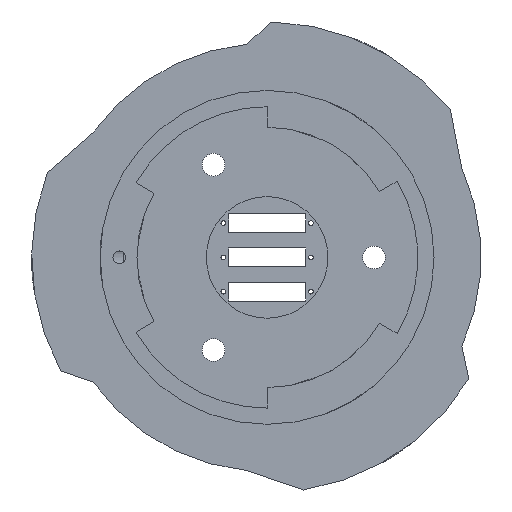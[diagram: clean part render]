
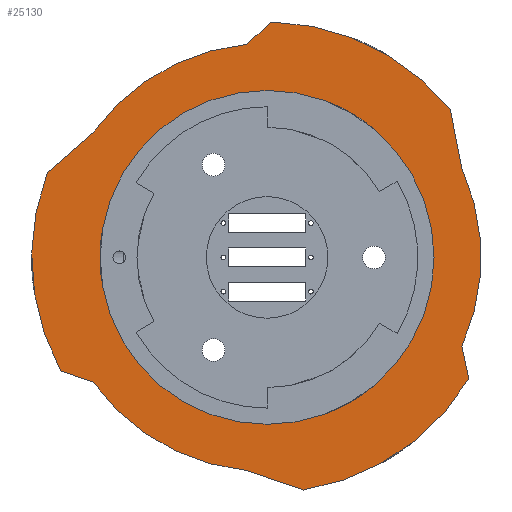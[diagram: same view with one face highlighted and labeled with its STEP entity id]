
A CAD part, front view. The second image highlights one B-rep face of the part: STEP entity #25130.
In plain terms, the highlighted planar face has unit normal (0, -1, 0).
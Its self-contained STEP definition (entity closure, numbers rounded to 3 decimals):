
#58 = CARTESIAN_POINT ( 'NONE',  ( -51.322, -7., 19.776 ) ) ;
#83 = CARTESIAN_POINT ( 'NONE',  ( 39.416, -7., 8.27 ) ) ;
#102 = VECTOR ( 'NONE', #17927, 1000. ) ;
#893 = CARTESIAN_POINT ( 'NONE',  ( 0., -7., 0. ) ) ;
#918 = EDGE_CURVE ( 'NONE', #18900, #10043, #2822, .T. ) ;
#1092 = PLANE ( 'NONE',  #24085 ) ;
#1241 = EDGE_CURVE ( 'NONE', #5750, #13258, #22394, .T. ) ;
#1302 = AXIS2_PLACEMENT_3D ( 'NONE', #3179, #15124, #9459 ) ;
#1544 = AXIS2_PLACEMENT_3D ( 'NONE', #11279, #3580, #25156 ) ;
#1788 = CIRCLE ( 'NONE', #11632, 55. ) ;
#1922 = VERTEX_POINT ( 'NONE', #23724 ) ;
#2014 = CARTESIAN_POINT ( 'NONE',  ( 8.534, -7., -54.334 ) ) ;
#2794 = VECTOR ( 'NONE', #14416, 1000. ) ;
#2822 = LINE ( 'NONE', #8344, #24446 ) ;
#3122 = CARTESIAN_POINT ( 'NONE',  ( 45.501, -7., 20.729 ) ) ;
#3179 = CARTESIAN_POINT ( 'NONE',  ( 0., -7., 0. ) ) ;
#3278 = DIRECTION ( 'NONE',  ( 0., -1., 0. ) ) ;
#3580 = DIRECTION ( 'NONE',  ( 0., -1., 0. ) ) ;
#3929 = EDGE_CURVE ( 'NONE', #23019, #5643, #11522, .T. ) ;
#4060 = VERTEX_POINT ( 'NONE', #2014 ) ;
#4150 = ORIENTED_EDGE ( 'NONE', *, *, #20336, .F. ) ;
#4192 = DIRECTION ( 'NONE',  ( 0., 0., -1. ) ) ;
#4376 = AXIS2_PLACEMENT_3D ( 'NONE', #6755, #10214, #4192 ) ;
#4745 = CARTESIAN_POINT ( 'NONE',  ( 0., -7., 0. ) ) ;
#5643 = VERTEX_POINT ( 'NONE', #22743 ) ;
#5721 = DIRECTION ( 'NONE',  ( 0.754, 0., 0.657 ) ) ;
#5750 = VERTEX_POINT ( 'NONE', #15035 ) ;
#6058 = CIRCLE ( 'NONE', #13846, 50. ) ;
#6240 = CARTESIAN_POINT ( 'NONE',  ( 0., -7., 0. ) ) ;
#6569 = DIRECTION ( 'NONE',  ( 0., 0., -1. ) ) ;
#6577 = CARTESIAN_POINT ( 'NONE',  ( -15.755, -7., -46.018 ) ) ;
#6755 = CARTESIAN_POINT ( 'NONE',  ( 0., -7., 0. ) ) ;
#6796 = DIRECTION ( 'NONE',  ( -0.745, 0., -0.667 ) ) ;
#7210 = EDGE_CURVE ( 'NONE', #7332, #20324, #17414, .T. ) ;
#7332 = VERTEX_POINT ( 'NONE', #58 ) ;
#7706 = CARTESIAN_POINT ( 'NONE',  ( 47.108, -7., -28.388 ) ) ;
#7742 = DIRECTION ( 'NONE',  ( 0.95, 0., -0.312 ) ) ;
#7811 = EDGE_CURVE ( 'NONE', #21123, #18900, #15892, .T. ) ;
#7815 = VECTOR ( 'NONE', #19334, 1000. ) ;
#7964 = CARTESIAN_POINT ( 'NONE',  ( 0., -7., 0. ) ) ;
#8098 = ORIENTED_EDGE ( 'NONE', *, *, #8982, .T. ) ;
#8344 = CARTESIAN_POINT ( 'NONE',  ( -26.87, -7., 30. ) ) ;
#8357 = ORIENTED_EDGE ( 'NONE', *, *, #10208, .T. ) ;
#8726 = DIRECTION ( 'NONE',  ( 0., -1., 0. ) ) ;
#8982 = EDGE_CURVE ( 'NONE', #10043, #20324, #12223, .T. ) ;
#9269 = EDGE_CURVE ( 'NONE', #5643, #19552, #6058, .T. ) ;
#9459 = DIRECTION ( 'NONE',  ( 0., 0., -1. ) ) ;
#9784 = CARTESIAN_POINT ( 'NONE',  ( -12.546, -7., -38.271 ) ) ;
#9992 = CARTESIAN_POINT ( 'NONE',  ( 0., -7., -39. ) ) ;
#10043 = VERTEX_POINT ( 'NONE', #22638 ) ;
#10208 = EDGE_CURVE ( 'NONE', #4060, #23019, #1788, .T. ) ;
#10214 = DIRECTION ( 'NONE',  ( 0., -1., 0. ) ) ;
#10282 = AXIS2_PLACEMENT_3D ( 'NONE', #6240, #12148, #24100 ) ;
#10541 = DIRECTION ( 'NONE',  ( 0., -1., 0. ) ) ;
#10580 = CARTESIAN_POINT ( 'NONE',  ( -40.702, -7., -29.041 ) ) ;
#10925 = VERTEX_POINT ( 'NONE', #10580 ) ;
#11235 = CARTESIAN_POINT ( 'NONE',  ( 47.73, -7., 9.365 ) ) ;
#11279 = CARTESIAN_POINT ( 'NONE',  ( 0., -7., 0. ) ) ;
#11310 = AXIS2_PLACEMENT_3D ( 'NONE', #893, #8726, #16564 ) ;
#11522 = LINE ( 'NONE', #83, #102 ) ;
#11632 = AXIS2_PLACEMENT_3D ( 'NONE', #7964, #12067, #16185 ) ;
#11651 = ORIENTED_EDGE ( 'NONE', *, *, #18640, .T. ) ;
#12067 = DIRECTION ( 'NONE',  ( 0., -1., 0. ) ) ;
#12148 = DIRECTION ( 'NONE',  ( 0., -1., 0. ) ) ;
#12223 = CIRCLE ( 'NONE', #23696, 50. ) ;
#12306 = ORIENTED_EDGE ( 'NONE', *, *, #22609, .T. ) ;
#12574 = DIRECTION ( 'NONE',  ( 0., -1., 0. ) ) ;
#12751 = EDGE_CURVE ( 'NONE', #1922, #10925, #25334, .T. ) ;
#12857 = CARTESIAN_POINT ( 'NONE',  ( 42.787, -7., 34.558 ) ) ;
#13258 = VERTEX_POINT ( 'NONE', #9992 ) ;
#13677 = CARTESIAN_POINT ( 'NONE',  ( -31.976, -7., 36.653 ) ) ;
#13846 = AXIS2_PLACEMENT_3D ( 'NONE', #18388, #10541, #6569 ) ;
#14136 = ORIENTED_EDGE ( 'NONE', *, *, #21412, .F. ) ;
#14416 = DIRECTION ( 'NONE',  ( -0.946, 0., 0.324 ) ) ;
#14971 = CARTESIAN_POINT ( 'NONE',  ( -40.702, -7., 29.041 ) ) ;
#15035 = CARTESIAN_POINT ( 'NONE',  ( 0., -7., 39. ) ) ;
#15124 = DIRECTION ( 'NONE',  ( 0., -1., 0. ) ) ;
#15442 = ORIENTED_EDGE ( 'NONE', *, *, #3929, .T. ) ;
#15567 = EDGE_CURVE ( 'NONE', #4060, #16554, #18268, .T. ) ;
#15794 = ORIENTED_EDGE ( 'NONE', *, *, #15567, .F. ) ;
#15892 = CIRCLE ( 'NONE', #1544, 55. ) ;
#16185 = DIRECTION ( 'NONE',  ( 0., 0., -1. ) ) ;
#16554 = VERTEX_POINT ( 'NONE', #21934 ) ;
#16564 = DIRECTION ( 'NONE',  ( 0., 0., -1. ) ) ;
#17021 = LINE ( 'NONE', #11235, #7815 ) ;
#17414 = LINE ( 'NONE', #13677, #23070 ) ;
#17927 = DIRECTION ( 'NONE',  ( -0.205, 0., 0.979 ) ) ;
#18268 = LINE ( 'NONE', #6577, #2794 ) ;
#18388 = CARTESIAN_POINT ( 'NONE',  ( 0., -7., 0. ) ) ;
#18640 = EDGE_CURVE ( 'NONE', #7332, #1922, #19350, .T. ) ;
#18771 = ORIENTED_EDGE ( 'NONE', *, *, #1241, .F. ) ;
#18900 = VERTEX_POINT ( 'NONE', #22703 ) ;
#19334 = DIRECTION ( 'NONE',  ( 0.193, 0., -0.981 ) ) ;
#19350 = CIRCLE ( 'NONE', #1302, 55. ) ;
#19552 = VERTEX_POINT ( 'NONE', #3122 ) ;
#19949 = ORIENTED_EDGE ( 'NONE', *, *, #9269, .T. ) ;
#19965 = CIRCLE ( 'NONE', #4376, 50. ) ;
#20324 = VERTEX_POINT ( 'NONE', #14971 ) ;
#20336 = EDGE_CURVE ( 'NONE', #21123, #19552, #17021, .T. ) ;
#20808 = EDGE_LOOP ( 'NONE', ( #19949, #4150, #24800, #21873, #8098, #22335, #11651, #24476, #12306, #15794, #8357, #15442 ) ) ;
#20867 = FACE_BOUND ( 'NONE', #23802, .T. ) ;
#21123 = VERTEX_POINT ( 'NONE', #12857 ) ;
#21412 = EDGE_CURVE ( 'NONE', #13258, #5750, #22193, .T. ) ;
#21500 = VECTOR ( 'NONE', #7742, 1000. ) ;
#21873 = ORIENTED_EDGE ( 'NONE', *, *, #918, .T. ) ;
#21934 = CARTESIAN_POINT ( 'NONE',  ( -4.799, -7., -49.769 ) ) ;
#22193 = CIRCLE ( 'NONE', #10282, 39. ) ;
#22335 = ORIENTED_EDGE ( 'NONE', *, *, #7210, .F. ) ;
#22394 = CIRCLE ( 'NONE', #11310, 39. ) ;
#22609 = EDGE_CURVE ( 'NONE', #10925, #16554, #19965, .T. ) ;
#22638 = CARTESIAN_POINT ( 'NONE',  ( -4.799, -7., 49.769 ) ) ;
#22670 = DIRECTION ( 'NONE',  ( 0., 0., -1. ) ) ;
#22703 = CARTESIAN_POINT ( 'NONE',  ( 1.03, -7., 54.99 ) ) ;
#22743 = CARTESIAN_POINT ( 'NONE',  ( 45.501, -7., -20.729 ) ) ;
#23019 = VERTEX_POINT ( 'NONE', #7706 ) ;
#23070 = VECTOR ( 'NONE', #5721, 1000. ) ;
#23696 = AXIS2_PLACEMENT_3D ( 'NONE', #4745, #12574, #24529 ) ;
#23724 = CARTESIAN_POINT ( 'NONE',  ( -48.138, -7., -26.603 ) ) ;
#23802 = EDGE_LOOP ( 'NONE', ( #18771, #14136 ) ) ;
#24085 = AXIS2_PLACEMENT_3D ( 'NONE', #24598, #3278, #22670 ) ;
#24100 = DIRECTION ( 'NONE',  ( 0., 0., -1. ) ) ;
#24446 = VECTOR ( 'NONE', #6796, 1000. ) ;
#24476 = ORIENTED_EDGE ( 'NONE', *, *, #12751, .T. ) ;
#24529 = DIRECTION ( 'NONE',  ( 0., 0., -1. ) ) ;
#24598 = CARTESIAN_POINT ( 'NONE',  ( 0., -7., 0. ) ) ;
#24800 = ORIENTED_EDGE ( 'NONE', *, *, #7811, .T. ) ;
#24847 = FACE_OUTER_BOUND ( 'NONE', #20808, .T. ) ;
#25130 = ADVANCED_FACE ( 'NONE', ( #20867, #24847 ), #1092, .T. ) ;
#25156 = DIRECTION ( 'NONE',  ( 0., 0., -1. ) ) ;
#25334 = LINE ( 'NONE', #9784, #21500 ) ;
